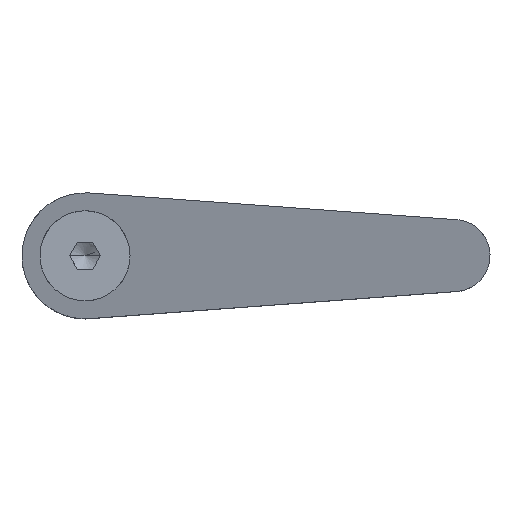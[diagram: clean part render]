
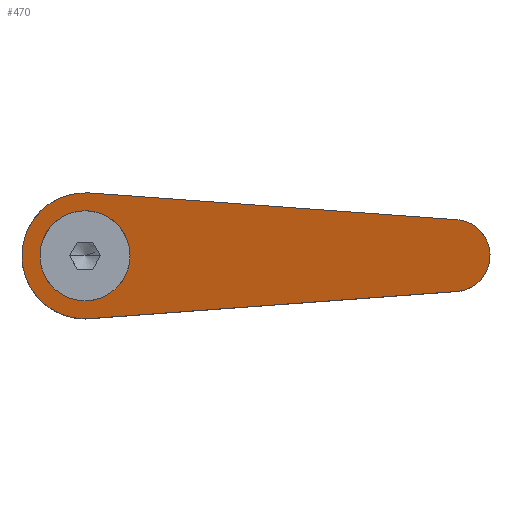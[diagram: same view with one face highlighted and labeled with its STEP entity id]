
A CAD part, top view. The second image highlights one B-rep face of the part: STEP entity #470.
In plain terms, the highlighted planar face has unit normal (-0.28, 0, 0.96).
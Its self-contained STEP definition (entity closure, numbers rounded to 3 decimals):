
#226=EDGE_CURVE('',#288,#394,#578,.T.);
#242=EDGE_CURVE('',#394,#280,#595,.T.);
#244=EDGE_CURVE('',#280,#288,#597,.T.);
#278=EDGE_CURVE('',#416,#324,#632,.T.);
#280=VERTEX_POINT('',#634);
#288=VERTEX_POINT('',#642);
#292=EDGE_CURVE('',#318,#372,#646,.T.);
#318=VERTEX_POINT('',#674);
#324=VERTEX_POINT('',#680);
#372=VERTEX_POINT('',#735);
#394=VERTEX_POINT('',#758);
#416=VERTEX_POINT('',#784);
#458=EDGE_CURVE('',#372,#416,#830,.T.);
#466=EDGE_CURVE('',#324,#504,#838,.T.);
#470=ADVANCED_FACE('',(#842,#843),#844,.F.);
#500=EDGE_CURVE('',#504,#318,#884,.T.);
#504=VERTEX_POINT('',#889);
#578=ELLIPSE('',#984,5.209,5.0);
#595=ELLIPSE('',#1017,5.209,5.0);
#597=ELLIPSE('',#1020,5.209,5.0);
#632=LINE('',#1087,#1088);
#634=CARTESIAN_POINT('',(-1.548,-4.754,42.092));
#642=CARTESIAN_POINT('',(0.,-5.0,42.545));
#646=ELLIPSE('',#1106,7.293,7.0);
#674=CARTESIAN_POINT('',(0.512,6.981,42.694));
#680=CARTESIAN_POINT('',(41.293,-3.989,54.606));
#735=CARTESIAN_POINT('',(-7.,0.,40.5));
#758=CARTESIAN_POINT('',(0.,5.0,42.545));
#784=CARTESIAN_POINT('',(0.512,-6.981,42.694));
#830=ELLIPSE('',#1363,7.293,7.0);
#838=ELLIPSE('',#1375,4.167,4.);
#842=FACE_OUTER_BOUND('',#1380,.T.);
#843=FACE_BOUND('',#1381,.T.);
#844=PLANE('',#1382);
#884=LINE('',#1440,#1441);
#889=CARTESIAN_POINT('',(41.293,3.989,54.606));
#984=AXIS2_PLACEMENT_3D('',#1524,#1525,#1526);
#1017=AXIS2_PLACEMENT_3D('',#1540,#1541,#1542);
#1020=AXIS2_PLACEMENT_3D('',#1543,#1544,#1545);
#1087=CARTESIAN_POINT('',(44.068,-3.786,55.417));
#1088=VECTOR('',#1565,1.0);
#1106=AXIS2_PLACEMENT_3D('',#1570,#1571,#1572);
#1363=AXIS2_PLACEMENT_3D('',#1772,#1773,#1774);
#1375=AXIS2_PLACEMENT_3D('',#1784,#1785,#1786);
#1380=EDGE_LOOP('',(#1791,#1792,#1793,#1794,#1795));
#1381=EDGE_LOOP('',(#1796,#1797,#1798));
#1382=AXIS2_PLACEMENT_3D('',#1799,#1800,#1801);
#1440=CARTESIAN_POINT('',(25.273,5.165,49.927));
#1441=VECTOR('',#1876,1.0);
#1524=CARTESIAN_POINT('',(0.0,0.0,42.545));
#1525=DIRECTION('',(-0.28,0.,0.96));
#1526=DIRECTION('',(-0.96,0.0,-0.28));
#1540=CARTESIAN_POINT('',(0.0,0.0,42.545));
#1541=DIRECTION('',(-0.28,0.,0.96));
#1542=DIRECTION('',(-0.96,0.0,-0.28));
#1543=CARTESIAN_POINT('',(0.0,0.0,42.545));
#1544=DIRECTION('',(-0.28,0.,0.96));
#1545=DIRECTION('',(-0.96,0.0,-0.28));
#1565=DIRECTION('',(0.958,0.07,0.28));
#1570=CARTESIAN_POINT('',(0.,0.,42.545));
#1571=DIRECTION('',(-0.28,0.,0.96));
#1572=DIRECTION('',(-0.96,0.,-0.28));
#1772=CARTESIAN_POINT('',(0.,0.,42.545));
#1773=DIRECTION('',(-0.28,0.,0.96));
#1774=DIRECTION('',(-0.96,0.,-0.28));
#1784=CARTESIAN_POINT('',(41.0,0.0,54.521));
#1785=DIRECTION('',(-0.28,0.,0.96));
#1786=DIRECTION('',(0.96,0.,0.28));
#1791=ORIENTED_EDGE('',*,*,#292,.T.);
#1792=ORIENTED_EDGE('',*,*,#458,.T.);
#1793=ORIENTED_EDGE('',*,*,#278,.T.);
#1794=ORIENTED_EDGE('',*,*,#466,.T.);
#1795=ORIENTED_EDGE('',*,*,#500,.T.);
#1796=ORIENTED_EDGE('',*,*,#244,.F.);
#1797=ORIENTED_EDGE('',*,*,#242,.F.);
#1798=ORIENTED_EDGE('',*,*,#226,.F.);
#1799=CARTESIAN_POINT('',(19.395,0.,48.21));
#1800=DIRECTION('',(0.28,0.,-0.96));
#1801=DIRECTION('',(0.269,0.96,0.079));
#1876=DIRECTION('',(-0.958,0.07,-0.28));
